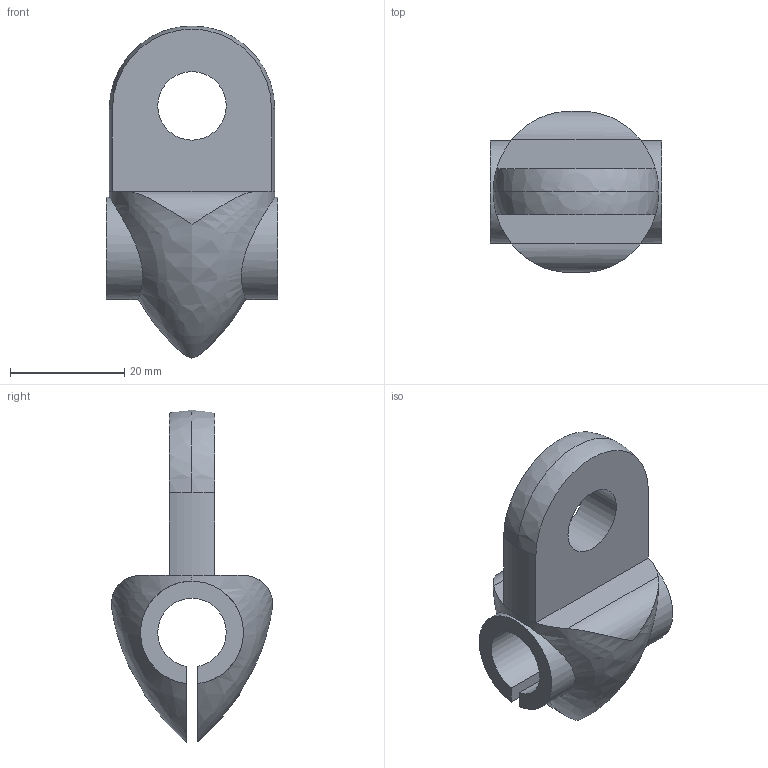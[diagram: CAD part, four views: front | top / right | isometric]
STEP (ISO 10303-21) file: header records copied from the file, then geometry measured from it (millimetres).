
FILE_DESCRIPTION((''),'2;1');
FILE_NAME('12097_NOSILEC_SENZORJA','2022-09-19T07:58:32',('PredragRovcanin'),('Audax d.o.o.'),'CREO PARAMETRIC BY PTC INC, 2020281','CREO PARAMETRIC BY PTC INC, 2020281','');
FILE_SCHEMA(('AP242_MANAGED_MODEL_BASED_3D_ENGINEERING_MIM_LF { 1 0 10303 442 1 1 4 }'));
Length unit declared in the file: millimetre
Products named in the file (1): 12097_NOSILEC_SENZORJA
Bounding box: 30 x 28.23 x 58.18 mm (x, y, z)
Volume: 13806.6 mm3; surface area: 6094.9 mm2
Topology: 1 solids, 1 shells, 21 faces, 61 edges, 43 vertices
Faces by surface type: cylinder 9, plane 8, bspline 2, sphere 2
Entity records: 1608 total; most frequent: CARTESIAN_POINT 415, COLOUR_RGB 321, DIRECTION 115, ORIENTED_EDGE 112, PRESENTATION_STYLE_ASSIGNMENT 61, STYLED_ITEM 61, CURVE_STYLE 60, EDGE_CURVE 56
